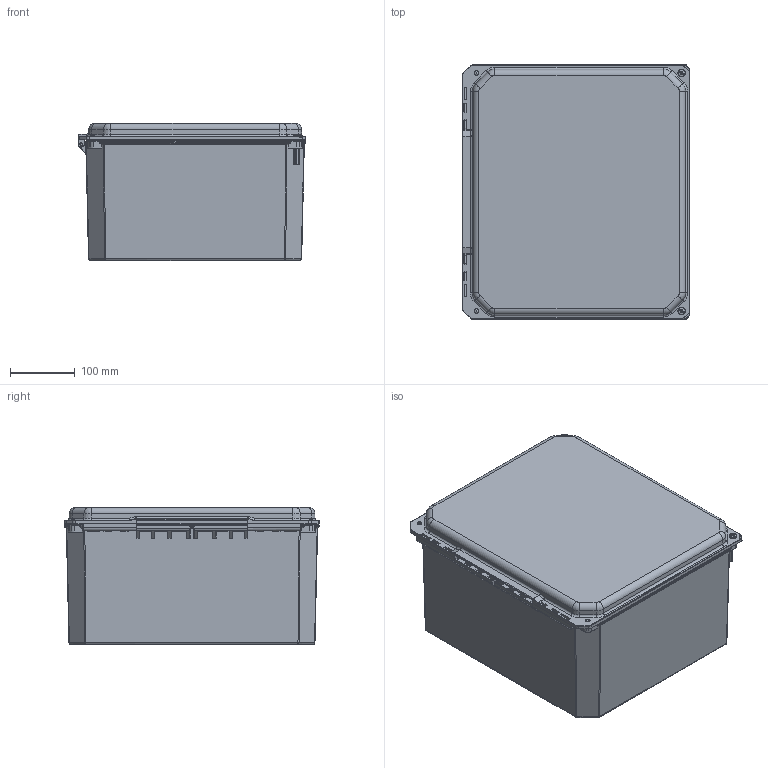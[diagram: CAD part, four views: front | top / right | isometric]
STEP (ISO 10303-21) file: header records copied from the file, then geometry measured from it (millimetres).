
FILE_DESCRIPTION (( 'STEP AP214' ), '1' );
FILE_NAME ('FRCC141208HW.STEP', '2018-11-02T13:21:54', ( '' ), ( '' ), 'SwSTEP 2.0', 'SolidWorks 2018', '' );
FILE_SCHEMA (( 'AUTOMOTIVE_DESIGN' ));
Length unit declared in the file: inch
Products named in the file (1): FRCC141208HW
Bounding box: 352.17 x 393.56 x 211.91 mm (x, y, z)
Volume: 2189789.4 mm3; surface area: 1152533.6 mm2
Topology: 23 solids, 23 shells, 2119 faces, 5186 edges, 3040 vertices
Faces by surface type: cylinder 800, plane 603, bspline 572, cone 126, torus 18
Full cylindrical faces by diameter (mm): 3.429 x2, 3.48 x4, 3.81 x2, 3.861 x8, 3.962 x12, 5.055 x2, 5.3 x2, 5.563 x4, 6.248 x12, 6.401 x4, 7.925 x4, 11.43 x2
Entity records: 113715 total; most frequent: CARTESIAN_POINT 42959, ORIENTED_EDGE 9892, DIRECTION 7043, EDGE_CURVE 4946, VERTEX_POINT 2996, AXIS2_PLACEMENT_3D 2397, EDGE_LOOP 2332, LINE 2249
